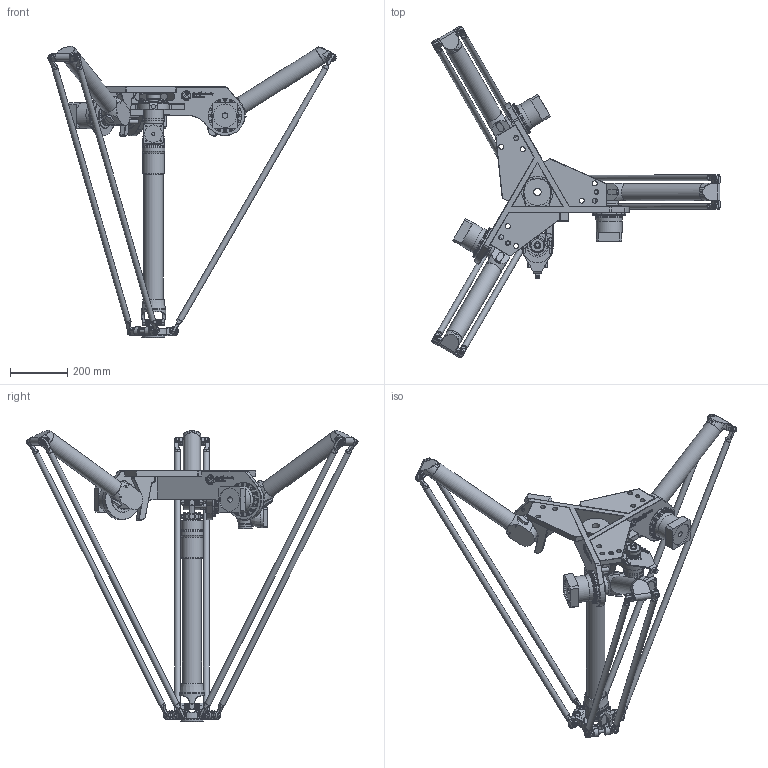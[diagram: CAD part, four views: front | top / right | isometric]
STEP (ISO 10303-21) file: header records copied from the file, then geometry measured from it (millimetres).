
FILE_DESCRIPTION(/* description */ (''),/* implementation_level */ '2;1');
FILE_NAME(/* name */ '3D-model_A_00849.stp',/* time_stamp */ '2022-02-16T10:05:35+01:00',/* author */ ('michael.schutter'),/* organization */ ('Majatronic'),/* preprocessor_version */ 'ST-DEVELOPER v16.5',/* originating_system */ 'Autodesk Inventor 2017',/* authorisation */ '');
FILE_SCHEMA (('AUTOMOTIVE_DESIGN { 1 0 10303 214 3 1 1 }'));
Length unit declared in the file: millimetre
Products named in the file (13): A_00849_DUMMY; MT_WST00060421MT_WST; MT_WST00060428MT_WST; MT_WST00058598MT_WST; MT_WST00046397MT_WST; MT_WST00059565MT_WST; MT_WST00050715MT_WST; MT_WST00106842; MT_WST00061751MT_WST; MT_WST00031699MT_WST; MT_WST00105120; MT_WST00105121; MT_WST00110578
Assembly tree (27 placements, depth 2):
  A_00849_DUMMY
    MT_WST00060421MT_WST
    MT_WST00059565MT_WST  x3
    MT_WST00060428MT_WST
    MT_WST00106842  x2
    MT_WST00058598MT_WST
    MT_WST00046397MT_WST  x3
    MT_WST00031699MT_WST  x6
    MT_WST00050715MT_WST
    MT_WST00061751MT_WST
    MT_WST00105120
    MT_WST00105121
    MT_WST00110578  x6
Bounding box: 1006.49 x 1159.02 x 1016.49 mm (x, y, z)
Volume: 16953596.3 mm3; surface area: 2230415.2 mm2
Topology: 28 solids, 28 shells, 3649 faces, 8570 edges, 5341 vertices
Faces by surface type: plane 1981, cylinder 980, cone 366, bspline 188, torus 126, sphere 8
Full cylindrical faces by diameter (mm): 2 x6, 2.06 x1, 4.134 x4, 4.917 x13, 6 x1, 7 x10, 8 x41, 8.5 x96, 10 x7, 11 x1, 11.4 x1, 12 x26, 15.4 x1, 16 x25, 17.5 x9, 18 x32, 19 x3, 20 x26, 23.9 x1, 24 x1, 25 x2, 26 x1, 27 x2, 28.4 x1, 30 x1, 31.5 x3, 34 x2, 38 x1, 40 x4, 45 x3
Entity records: 78541 total; most frequent: CARTESIAN_POINT 22654, DIRECTION 11389, ORIENTED_EDGE 10764, EDGE_CURVE 5382, AXIS2_PLACEMENT_3D 4143, VERTEX_POINT 3563, LINE 3103, VECTOR 3103
